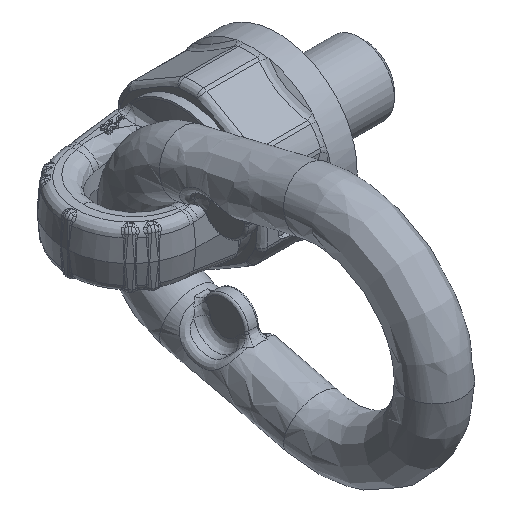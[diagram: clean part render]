
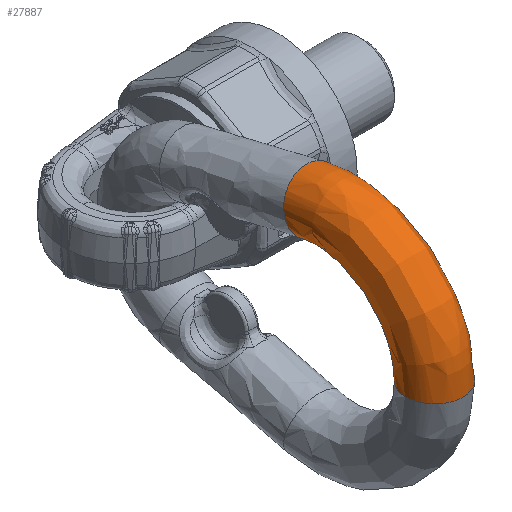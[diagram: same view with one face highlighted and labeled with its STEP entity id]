
A CAD part, isometric view. The second image highlights one B-rep face of the part: STEP entity #27887.
In plain terms, the highlighted free-form (B-spline) face has degree [3, 2] with [4, 7] control points.
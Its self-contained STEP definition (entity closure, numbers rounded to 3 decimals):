
#27776=CARTESIAN_POINT('V4237',(-21.7,
   -68.5,0.));
#27777=VERTEX_POINT('V4237',#27776);
#27794=CARTESIAN_POINT('E2492',(-21.7,
   -68.5,0.0));
#27795=CARTESIAN_POINT('E2492',(-21.7,
   -57.242,0.0));
#27796=CARTESIAN_POINT('E2492',(-31.45,
   -62.871,0.0));
#27797=CARTESIAN_POINT('E2492',(-41.2,
   -68.5,0.0));
#27798=CARTESIAN_POINT('E2492',(-31.45,
   -74.129,0.0));
#27799=CARTESIAN_POINT('E2492',(-21.7,
   -79.758,0.0));
#27800=CARTESIAN_POINT('E2492',(-21.7,
   -68.5,0.0));
#27808=(BOUNDED_CURVE()B_SPLINE_CURVE(2,(#27794,#27795,#27796,
   #27797,#27798,#27799,#27800),.CIRCULAR_ARC.,.T.,.U.)
   B_SPLINE_CURVE_WITH_KNOTS((3,2,2,3),(0.0,0.475,
   0.951,1.426),.UNSPECIFIED.)CURVE()
   GEOMETRIC_REPRESENTATION_ITEM()RATIONAL_B_SPLINE_CURVE((1.0,
   0.5,1.0,0.5,1.0,0.5,1.0)
   )REPRESENTATION_ITEM('E2492'));
#27809=EDGE_CURVE('E2492',#27777,#27777,#27808,.T.);
#27814=CARTESIAN_POINT('F513',(-21.7,
   -40.75,21.879));
#27815=CARTESIAN_POINT('F513',(-21.7,
   -56.102,25.563));
#27816=CARTESIAN_POINT('F513',(-21.7,
   -68.5,15.788));
#27817=CARTESIAN_POINT('F513',(-21.7,
   -68.5,0.));
#27818=CARTESIAN_POINT('F513',(-21.7,
   -43.377,10.931));
#27819=CARTESIAN_POINT('F513',(-21.7,
   -51.047,12.772));
#27820=CARTESIAN_POINT('F513',(-21.7,
   -57.242,7.888));
#27821=CARTESIAN_POINT('F513',(-21.7,
   -57.242,0.));
#27822=CARTESIAN_POINT('F513',(-31.45,
   -42.063,16.405));
#27823=CARTESIAN_POINT('F513',(-31.45,
   -53.575,19.167));
#27824=CARTESIAN_POINT('F513',(-31.45,
   -62.871,11.838));
#27825=CARTESIAN_POINT('F513',(-31.45,
   -62.871,0.));
#27826=CARTESIAN_POINT('F513',(-41.2,
   -40.75,21.879));
#27827=CARTESIAN_POINT('F513',(-41.2,
   -56.102,25.563));
#27828=CARTESIAN_POINT('F513',(-41.2,
   -68.5,15.788));
#27829=CARTESIAN_POINT('F513',(-41.2,
   -68.5,0.));
#27830=CARTESIAN_POINT('F513',(-31.45,
   -39.437,27.353));
#27831=CARTESIAN_POINT('F513',(-31.45,
   -58.629,31.958));
#27832=CARTESIAN_POINT('F513',(-31.45,
   -74.129,19.738));
#27833=CARTESIAN_POINT('F513',(-31.45,
   -74.129,0.));
#27834=CARTESIAN_POINT('F513',(-21.7,
   -38.123,32.826));
#27835=CARTESIAN_POINT('F513',(-21.7,
   -61.157,38.354));
#27836=CARTESIAN_POINT('F513',(-21.7,
   -79.758,23.688));
#27837=CARTESIAN_POINT('F513',(-21.7,
   -79.758,0.));
#27838=CARTESIAN_POINT('F513',(-21.7,
   -40.75,21.879));
#27839=CARTESIAN_POINT('F513',(-21.7,
   -56.102,25.563));
#27840=CARTESIAN_POINT('F513',(-21.7,
   -68.5,15.788));
#27841=CARTESIAN_POINT('F513',(-21.7,
   -68.5,0.));
#27849=(BOUNDED_SURFACE()B_SPLINE_SURFACE(3,2,((#27814,#27818,
   #27822,#27826,#27830,#27834,#27838),(#27815,#27819,#27823,
   #27827,#27831,#27835,#27839),(#27816,#27820,#27824,#27828,
   #27832,#27836,#27840),(#27817,#27821,#27825,#27829,#27833,
   #27837,#27841)),.UNSPECIFIED.,.F.,.T.,.U.)
   B_SPLINE_SURFACE_WITH_KNOTS((4,4),(3,2,2,3),(0.0,1.0),(0.0,
   0.475,0.951,1.426),
   .UNSPECIFIED.)GEOMETRIC_REPRESENTATION_ITEM()
   RATIONAL_B_SPLINE_SURFACE(((1.0,0.5,1.0,
   0.5,1.0,0.5,1.0),(0.746,
   0.373,0.746,0.373,
   0.746,0.373,0.746),(
   0.746,0.373,0.746,
   0.373,0.746,0.373,
   0.746),(1.0,0.5,1.0,0.5,
   1.0,0.5,1.0)))REPRESENTATION_ITEM('F513')SURFACE()
   );
#27850=ORIENTED_EDGE('F515',*,*,#27809,.T.);
#27851=CARTESIAN_POINT('V4236',(-21.7,
   -40.75,21.879));
#27852=VERTEX_POINT('V4236',#27851);
#27853=CARTESIAN_POINT('E2491',(-21.7,
   -40.75,21.879));
#27854=CARTESIAN_POINT('E2491',(-21.7,
   -56.102,25.563));
#27855=CARTESIAN_POINT('E2491',(-21.7,
   -68.5,15.788));
#27856=CARTESIAN_POINT('E2491',(-21.7,
   -68.5,0.));
#27864=(BOUNDED_CURVE()B_SPLINE_CURVE(3,(#27853,#27854,#27855,
   #27856),.UNSPECIFIED.,.F.,.U.)CURVE()
   GEOMETRIC_REPRESENTATION_ITEM()QUASI_UNIFORM_CURVE()
   RATIONAL_B_SPLINE_CURVE((1.0,0.746,
   0.746,1.0))REPRESENTATION_ITEM('E2491'));
#27865=EDGE_CURVE('E2491',#27852,#27777,#27864,.T.);
#27866=ORIENTED_EDGE('E2491',*,*,#27865,.F.);
#27867=CARTESIAN_POINT('E2494',(-21.7,
   -40.75,21.879));
#27868=CARTESIAN_POINT('E2494',(-21.7,
   -38.123,32.826));
#27869=CARTESIAN_POINT('E2494',(-31.45,
   -39.437,27.353));
#27870=CARTESIAN_POINT('E2494',(-41.2,
   -40.75,21.879));
#27871=CARTESIAN_POINT('E2494',(-31.45,
   -42.063,16.405));
#27872=CARTESIAN_POINT('E2494',(-21.7,
   -43.377,10.931));
#27873=CARTESIAN_POINT('E2494',(-21.7,
   -40.75,21.879));
#27881=(BOUNDED_CURVE()B_SPLINE_CURVE(2,(#27867,#27868,#27869,
   #27870,#27871,#27872,#27873),.CIRCULAR_ARC.,.T.,.U.)
   B_SPLINE_CURVE_WITH_KNOTS((3,2,2,3),(0.0,0.475,
   0.951,1.426),.UNSPECIFIED.)CURVE()
   GEOMETRIC_REPRESENTATION_ITEM()RATIONAL_B_SPLINE_CURVE((1.0,
   0.5,1.0,0.5,1.0,0.5,1.0)
   )REPRESENTATION_ITEM('E2494'));
#27882=EDGE_CURVE('E2494',#27852,#27852,#27881,.T.);
#27883=ORIENTED_EDGE('E2494',*,*,#27882,.T.);
#27884=ORIENTED_EDGE('E2491',*,*,#27865,.T.);
#27885=EDGE_LOOP('F513',(#27850,#27866,#27883,#27884));
#27886=FACE_OUTER_BOUND('F513',#27885,.T.);
#27887=ADVANCED_FACE('F513',(#27886),#27849,.T.);
